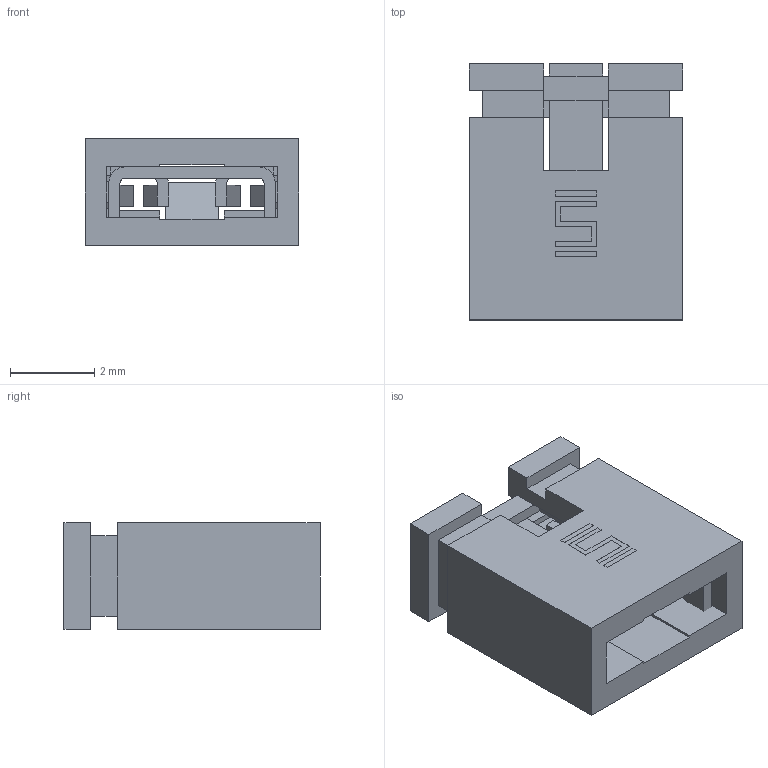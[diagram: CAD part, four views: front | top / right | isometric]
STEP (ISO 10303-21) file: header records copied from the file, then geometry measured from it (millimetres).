
FILE_DESCRIPTION(/* description */ ('Alibre Inc.'),/* implementation_level */ '2;1');
FILE_NAME(/* name */ 'export0',/* time_stamp */ '2010-09-14T11:10:15-07:00',/* author */ (''),/* organization */ (''),/* preprocessor_version */ 'ST-DEVELOPER v10',/* originating_system */ 'Alibre',/* authorisation */ '');
FILE_SCHEMA (('AUTOMOTIVE_DESIGN'));
Length unit declared in the file: inch
Products named in the file (3): c-37-x; snt-100-xx; SNT-100-XX-X
Bounding box: 5.08 x 6.1 x 2.54 mm (x, y, z)
Volume: 51 mm3; surface area: 243.2 mm2
Topology: 2 solids, 2 shells, 209 faces, 586 edges, 382 vertices
Faces by surface type: plane 187, cylinder 22
Entity records: 6500 total; most frequent: CARTESIAN_POINT 1181, ORIENTED_EDGE 1172, DIRECTION 869, EDGE_CURVE 586, VECTOR 542, LINE 542, VERTEX_POINT 382, AXIS2_PLACEMENT_3D 257
